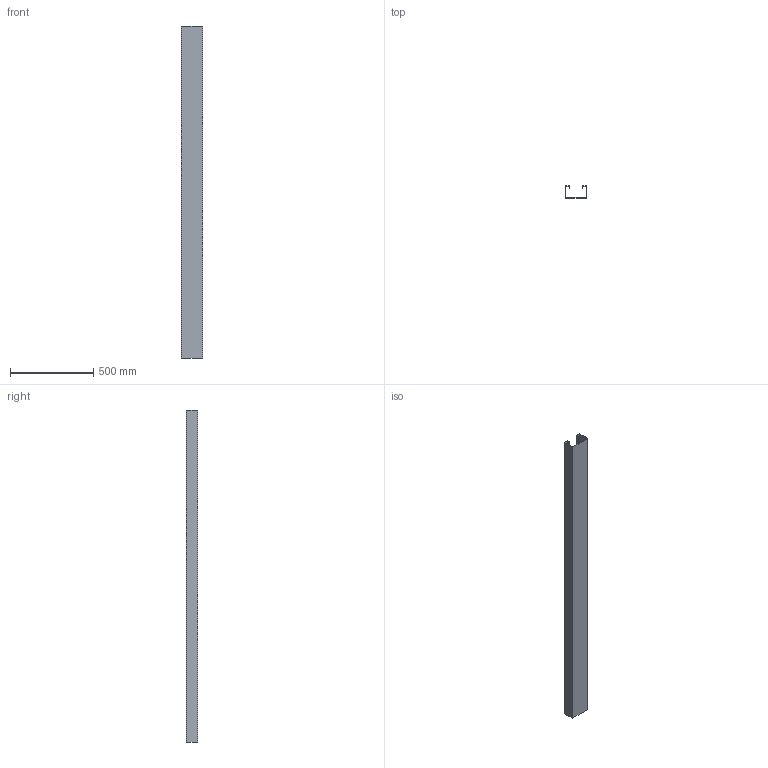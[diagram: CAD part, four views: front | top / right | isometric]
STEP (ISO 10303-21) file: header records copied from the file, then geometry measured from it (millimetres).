
FILE_DESCRIPTION (( 'STEP AP214' ), '1' );
FILE_NAME ('6274500.stp', '2016-05-05T14:14:05', ( '' ), ( '' ), 'SwSTEP 2.0', 'SolidWorks 2014', '' );
FILE_SCHEMA (( 'AUTOMOTIVE_DESIGN' ));
Length unit declared in the file: millimetre
Products named in the file (2): 6274500; 006439_GEK_K_70135
Assembly tree (1 placements, depth 2):
  6274500
    006439_GEK_K_70135
Bounding box: 130 x 70 x 2000 mm (x, y, z)
Volume: 1774247.5 mm3; surface area: 1344966.9 mm2
Topology: 1 solids, 1 shells, 52 faces, 150 edges, 100 vertices
Faces by surface type: plane 28, cylinder 24
Entity records: 1788 total; most frequent: DIRECTION 310, CARTESIAN_POINT 306, ORIENTED_EDGE 300, EDGE_CURVE 150, AXIS2_PLACEMENT_3D 104, LINE 102, VECTOR 102, VERTEX_POINT 100
